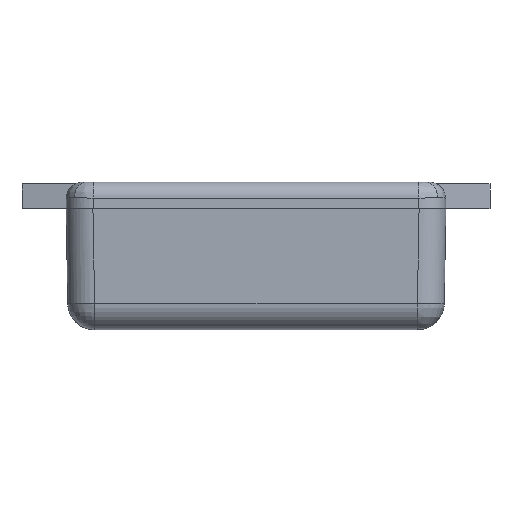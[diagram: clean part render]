
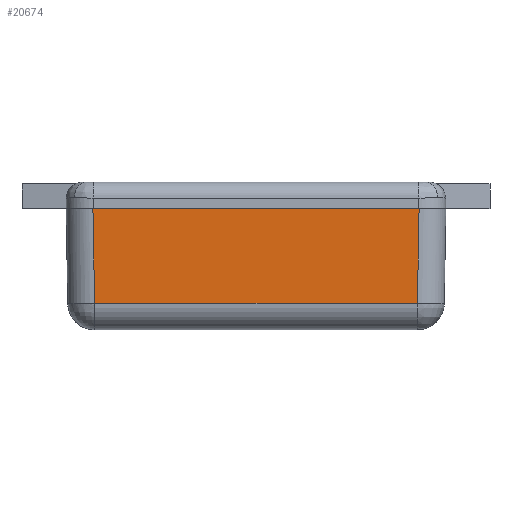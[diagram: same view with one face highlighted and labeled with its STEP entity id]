
A CAD part, front view. The second image highlights one B-rep face of the part: STEP entity #20674.
In plain terms, the highlighted free-form (B-spline) face has degree [1, 1] with [2, 2] control points.
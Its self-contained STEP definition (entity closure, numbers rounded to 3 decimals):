
#20674 = ADVANCED_FACE('',(#20675),#20689,.T.);
#20675 = FACE_BOUND('',#20676,.T.);
#20676 = EDGE_LOOP('',(#20677,#20699,#20714,#20729));
#20677 = ORIENTED_EDGE('',*,*,#20678,.T.);
#20678 = EDGE_CURVE('',#20679,#20681,#20683,.T.);
#20679 = VERTEX_POINT('',#20680);
#20680 = CARTESIAN_POINT('',(-30.401,-25.4,0.));
#20681 = VERTEX_POINT('',#20682);
#20682 = CARTESIAN_POINT('',(30.401,-25.4,0.));
#20683 = SURFACE_CURVE('',#20684,(#20688),.PCURVE_S1.);
#20684 = LINE('',#20685,#20686);
#20685 = CARTESIAN_POINT('',(-30.401,-25.4,0.));
#20686 = VECTOR('',#20687,1.);
#20687 = DIRECTION('',(1.,0.,0.));
#20688 = PCURVE('',#20689,#20694);
#20689 = B_SPLINE_SURFACE_WITH_KNOTS('',1,1,(
    (#20690,#20691)
    ,(#20692,#20693
  )),.UNSPECIFIED.,.F.,.F.,.F.,(2,2),(2,2),(0.,1.),(0.,1.),
  .PIECEWISE_BEZIER_KNOTS.);
#20690 = CARTESIAN_POINT('',(-30.766,-25.091,17.687));
#20691 = CARTESIAN_POINT('',(30.766,-25.091,17.687));
#20692 = CARTESIAN_POINT('',(-30.766,-25.4,0.));
#20693 = CARTESIAN_POINT('',(30.766,-25.4,0.));
#20694 = DEFINITIONAL_REPRESENTATION('',(#20695),#20698);
#20695 = B_SPLINE_CURVE_WITH_KNOTS('',1,(#20696,#20697),.UNSPECIFIED.,
  .F.,.F.,(2,2),(0.,60.802),.PIECEWISE_BEZIER_KNOTS.);
#20696 = CARTESIAN_POINT('',(1.,0.006));
#20697 = CARTESIAN_POINT('',(1.,0.994));
#20698 = ( GEOMETRIC_REPRESENTATION_CONTEXT(2) 
PARAMETRIC_REPRESENTATION_CONTEXT() REPRESENTATION_CONTEXT('2D SPACE',''
  ) );
#20699 = ORIENTED_EDGE('',*,*,#20700,.T.);
#20700 = EDGE_CURVE('',#20681,#20701,#20703,.T.);
#20701 = VERTEX_POINT('',#20702);
#20702 = CARTESIAN_POINT('',(30.092,-25.091,17.687));
#20703 = SURFACE_CURVE('',#20704,(#20708),.PCURVE_S1.);
#20704 = LINE('',#20705,#20706);
#20705 = CARTESIAN_POINT('',(30.401,-25.4,0.));
#20706 = VECTOR('',#20707,1.);
#20707 = DIRECTION('',(-0.017,0.017,
    1.));
#20708 = PCURVE('',#20689,#20709);
#20709 = DEFINITIONAL_REPRESENTATION('',(#20710),#20713);
#20710 = B_SPLINE_CURVE_WITH_KNOTS('',1,(#20711,#20712),.UNSPECIFIED.,
  .F.,.F.,(2,2),(0.,17.693),.PIECEWISE_BEZIER_KNOTS.);
#20711 = CARTESIAN_POINT('',(1.,0.994));
#20712 = CARTESIAN_POINT('',(0.,0.989));
#20713 = ( GEOMETRIC_REPRESENTATION_CONTEXT(2) 
PARAMETRIC_REPRESENTATION_CONTEXT() REPRESENTATION_CONTEXT('2D SPACE',''
  ) );
#20714 = ORIENTED_EDGE('',*,*,#20715,.T.);
#20715 = EDGE_CURVE('',#20701,#20716,#20718,.T.);
#20716 = VERTEX_POINT('',#20717);
#20717 = CARTESIAN_POINT('',(-30.092,-25.091,17.687));
#20718 = SURFACE_CURVE('',#20719,(#20723),.PCURVE_S1.);
#20719 = LINE('',#20720,#20721);
#20720 = CARTESIAN_POINT('',(30.092,-25.091,17.687));
#20721 = VECTOR('',#20722,1.);
#20722 = DIRECTION('',(-1.,0.,0.));
#20723 = PCURVE('',#20689,#20724);
#20724 = DEFINITIONAL_REPRESENTATION('',(#20725),#20728);
#20725 = B_SPLINE_CURVE_WITH_KNOTS('',1,(#20726,#20727),.UNSPECIFIED.,
  .F.,.F.,(2,2),(0.,60.184),.PIECEWISE_BEZIER_KNOTS.);
#20726 = CARTESIAN_POINT('',(0.,0.989));
#20727 = CARTESIAN_POINT('',(0.,0.011));
#20728 = ( GEOMETRIC_REPRESENTATION_CONTEXT(2) 
PARAMETRIC_REPRESENTATION_CONTEXT() REPRESENTATION_CONTEXT('2D SPACE',''
  ) );
#20729 = ORIENTED_EDGE('',*,*,#20730,.T.);
#20730 = EDGE_CURVE('',#20716,#20679,#20731,.T.);
#20731 = SURFACE_CURVE('',#20732,(#20736),.PCURVE_S1.);
#20732 = LINE('',#20733,#20734);
#20733 = CARTESIAN_POINT('',(-30.092,-25.091,17.687));
#20734 = VECTOR('',#20735,1.);
#20735 = DIRECTION('',(-0.017,-0.017,
    -1.));
#20736 = PCURVE('',#20689,#20737);
#20737 = DEFINITIONAL_REPRESENTATION('',(#20738),#20741);
#20738 = B_SPLINE_CURVE_WITH_KNOTS('',1,(#20739,#20740),.UNSPECIFIED.,
  .F.,.F.,(2,2),(0.,17.693),.PIECEWISE_BEZIER_KNOTS.);
#20739 = CARTESIAN_POINT('',(0.,0.011));
#20740 = CARTESIAN_POINT('',(1.,0.006));
#20741 = ( GEOMETRIC_REPRESENTATION_CONTEXT(2) 
PARAMETRIC_REPRESENTATION_CONTEXT() REPRESENTATION_CONTEXT('2D SPACE',''
  ) );
